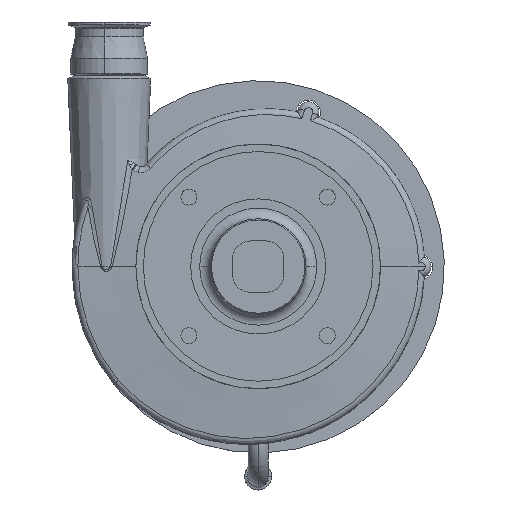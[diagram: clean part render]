
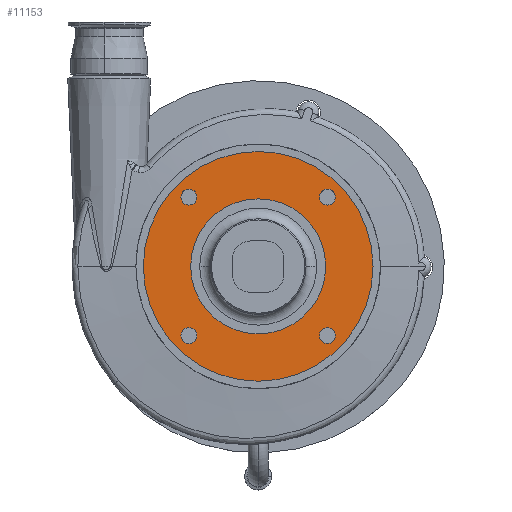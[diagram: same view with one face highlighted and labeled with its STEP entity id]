
A CAD part, top view. The second image highlights one B-rep face of the part: STEP entity #11153.
In plain terms, the highlighted planar face has unit normal (0, 0, 1).
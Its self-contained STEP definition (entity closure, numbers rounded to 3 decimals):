
#210 = VERTEX_POINT ( 'NONE', #3606 ) ;
#212 = DIRECTION ( 'NONE',  ( 0., 0., -1. ) ) ;
#475 = DIRECTION ( 'NONE',  ( 0., 0., -1. ) ) ;
#653 = EDGE_CURVE ( 'NONE', #10261, #10200, #6292, .T. ) ;
#781 = VERTEX_POINT ( 'NONE', #1937 ) ;
#1083 = CIRCLE ( 'NONE', #10944, 7.5 ) ;
#1084 = DIRECTION ( 'NONE',  ( 0., 0., -1. ) ) ;
#1141 = FACE_OUTER_BOUND ( 'NONE', #13615, .T. ) ;
#1245 = CARTESIAN_POINT ( 'NONE',  ( -65.107, -65.107, 205.5 ) ) ;
#1299 = FACE_BOUND ( 'NONE', #5752, .T. ) ;
#1333 = EDGE_CURVE ( 'NONE', #10128, #210, #11488, .T. ) ;
#1643 = ORIENTED_EDGE ( 'NONE', *, *, #15485, .T. ) ;
#1725 = EDGE_CURVE ( 'NONE', #210, #10128, #7093, .T. ) ;
#1793 = DIRECTION ( 'NONE',  ( 1., 0., 0. ) ) ;
#1881 = VERTEX_POINT ( 'NONE', #6337 ) ;
#1937 = CARTESIAN_POINT ( 'NONE',  ( -57.607, 65.107, 205.5 ) ) ;
#2195 = CARTESIAN_POINT ( 'NONE',  ( 72.607, -65.107, 205.5 ) ) ;
#2263 = CARTESIAN_POINT ( 'NONE',  ( 0., 0., 205.5 ) ) ;
#2330 = ORIENTED_EDGE ( 'NONE', *, *, #653, .T. ) ;
#2422 = AXIS2_PLACEMENT_3D ( 'NONE', #5538, #475, #15627 ) ;
#2431 = DIRECTION ( 'NONE',  ( 0., 0., -1. ) ) ;
#3014 = CARTESIAN_POINT ( 'NONE',  ( 0., 0., 205.5 ) ) ;
#3055 = CARTESIAN_POINT ( 'NONE',  ( 0., 0., 205.5 ) ) ;
#3201 = DIRECTION ( 'NONE',  ( 1., 0., 0. ) ) ;
#3590 = PLANE ( 'NONE',  #5695 ) ;
#3606 = CARTESIAN_POINT ( 'NONE',  ( 57.607, -65.107, 205.5 ) ) ;
#3641 = EDGE_CURVE ( 'NONE', #15323, #781, #7140, .T. ) ;
#3911 = AXIS2_PLACEMENT_3D ( 'NONE', #14999, #13226, #7252 ) ;
#4114 = EDGE_LOOP ( 'NONE', ( #4806, #1643 ) ) ;
#4280 = CARTESIAN_POINT ( 'NONE',  ( -108., 0., 205.5 ) ) ;
#4351 = DIRECTION ( 'NONE',  ( 0., 0., 1. ) ) ;
#4786 = DIRECTION ( 'NONE',  ( 0., 0., -1. ) ) ;
#4806 = ORIENTED_EDGE ( 'NONE', *, *, #12608, .T. ) ;
#4914 = CARTESIAN_POINT ( 'NONE',  ( 65.107, -65.107, 205.5 ) ) ;
#4970 = AXIS2_PLACEMENT_3D ( 'NONE', #1245, #1084, #6138 ) ;
#5220 = EDGE_CURVE ( 'NONE', #12272, #12024, #13027, .T. ) ;
#5488 = CIRCLE ( 'NONE', #14587, 7.5 ) ;
#5538 = CARTESIAN_POINT ( 'NONE',  ( 65.107, -65.107, 205.5 ) ) ;
#5554 = DIRECTION ( 'NONE',  ( 1., 0., 0. ) ) ;
#5580 = EDGE_LOOP ( 'NONE', ( #8496, #5642 ) ) ;
#5642 = ORIENTED_EDGE ( 'NONE', *, *, #3641, .T. ) ;
#5695 = AXIS2_PLACEMENT_3D ( 'NONE', #13522, #7332, #6112 ) ;
#5752 = EDGE_LOOP ( 'NONE', ( #6566, #8737 ) ) ;
#5963 = CIRCLE ( 'NONE', #4970, 7.5 ) ;
#6007 = DIRECTION ( 'NONE',  ( 1., 0., 0. ) ) ;
#6112 = DIRECTION ( 'NONE',  ( 1., 0., 0. ) ) ;
#6138 = DIRECTION ( 'NONE',  ( 1., 0., 0. ) ) ;
#6196 = EDGE_CURVE ( 'NONE', #10200, #10261, #1083, .T. ) ;
#6292 = CIRCLE ( 'NONE', #11740, 7.5 ) ;
#6337 = CARTESIAN_POINT ( 'NONE',  ( -63.5, 0., 205.5 ) ) ;
#6397 = CIRCLE ( 'NONE', #10790, 63.5 ) ;
#6566 = ORIENTED_EDGE ( 'NONE', *, *, #13066, .T. ) ;
#6616 = DIRECTION ( 'NONE',  ( 1., 0., 0. ) ) ;
#6929 = DIRECTION ( 'NONE',  ( 0., 0., -1. ) ) ;
#7093 = CIRCLE ( 'NONE', #2422, 7.5 ) ;
#7140 = CIRCLE ( 'NONE', #9977, 7.5 ) ;
#7217 = DIRECTION ( 'NONE',  ( 1., 0., 0. ) ) ;
#7252 = DIRECTION ( 'NONE',  ( 1., 0., 0. ) ) ;
#7332 = DIRECTION ( 'NONE',  ( 0., 0., 1. ) ) ;
#7530 = ORIENTED_EDGE ( 'NONE', *, *, #1333, .T. ) ;
#7709 = CARTESIAN_POINT ( 'NONE',  ( 108., 0., 205.5 ) ) ;
#8009 = DIRECTION ( 'NONE',  ( 1., 0., 0. ) ) ;
#8387 = ORIENTED_EDGE ( 'NONE', *, *, #1725, .T. ) ;
#8496 = ORIENTED_EDGE ( 'NONE', *, *, #10199, .T. ) ;
#8603 = EDGE_LOOP ( 'NONE', ( #2330, #11231 ) ) ;
#8737 = ORIENTED_EDGE ( 'NONE', *, *, #13299, .T. ) ;
#8899 = AXIS2_PLACEMENT_3D ( 'NONE', #4914, #14767, #9698 ) ;
#9176 = AXIS2_PLACEMENT_3D ( 'NONE', #14888, #2431, #6007 ) ;
#9698 = DIRECTION ( 'NONE',  ( 1., 0., 0. ) ) ;
#9908 = ORIENTED_EDGE ( 'NONE', *, *, #5220, .T. ) ;
#9977 = AXIS2_PLACEMENT_3D ( 'NONE', #13780, #12461, #6616 ) ;
#10127 = CARTESIAN_POINT ( 'NONE',  ( 65.107, 65.107, 205.5 ) ) ;
#10128 = VERTEX_POINT ( 'NONE', #2195 ) ;
#10199 = EDGE_CURVE ( 'NONE', #781, #15323, #14138, .T. ) ;
#10200 = VERTEX_POINT ( 'NONE', #11111 ) ;
#10261 = VERTEX_POINT ( 'NONE', #13342 ) ;
#10337 = CARTESIAN_POINT ( 'NONE',  ( -57.607, -65.107, 205.5 ) ) ;
#10490 = CARTESIAN_POINT ( 'NONE',  ( 65.107, 65.107, 205.5 ) ) ;
#10790 = AXIS2_PLACEMENT_3D ( 'NONE', #3014, #12932, #1793 ) ;
#10895 = FACE_BOUND ( 'NONE', #4114, .T. ) ;
#10909 = CIRCLE ( 'NONE', #3911, 108. ) ;
#10924 = CARTESIAN_POINT ( 'NONE',  ( 63.5, 0., 205.5 ) ) ;
#10944 = AXIS2_PLACEMENT_3D ( 'NONE', #10490, #6929, #5554 ) ;
#11111 = CARTESIAN_POINT ( 'NONE',  ( 57.607, 65.107, 205.5 ) ) ;
#11145 = EDGE_LOOP ( 'NONE', ( #7530, #8387 ) ) ;
#11153 = ADVANCED_FACE ( 'NONE', ( #13612, #1299, #1141, #14750, #11216, #10895 ), #3590, .T. ) ;
#11216 = FACE_BOUND ( 'NONE', #11145, .T. ) ;
#11231 = ORIENTED_EDGE ( 'NONE', *, *, #6196, .T. ) ;
#11488 = CIRCLE ( 'NONE', #8899, 7.5 ) ;
#11740 = AXIS2_PLACEMENT_3D ( 'NONE', #10127, #212, #15290 ) ;
#12024 = VERTEX_POINT ( 'NONE', #7709 ) ;
#12272 = VERTEX_POINT ( 'NONE', #4280 ) ;
#12403 = EDGE_CURVE ( 'NONE', #12024, #12272, #10909, .T. ) ;
#12461 = DIRECTION ( 'NONE',  ( 0., 0., -1. ) ) ;
#12608 = EDGE_CURVE ( 'NONE', #1881, #15049, #16122, .T. ) ;
#12612 = CARTESIAN_POINT ( 'NONE',  ( -72.607, 65.107, 205.5 ) ) ;
#12932 = DIRECTION ( 'NONE',  ( 0., 0., -1. ) ) ;
#13027 = CIRCLE ( 'NONE', #14075, 108. ) ;
#13042 = DIRECTION ( 'NONE',  ( 0., 0., -1. ) ) ;
#13066 = EDGE_CURVE ( 'NONE', #13305, #14695, #5963, .T. ) ;
#13091 = CARTESIAN_POINT ( 'NONE',  ( -72.607, -65.107, 205.5 ) ) ;
#13226 = DIRECTION ( 'NONE',  ( 0., 0., 1. ) ) ;
#13299 = EDGE_CURVE ( 'NONE', #14695, #13305, #5488, .T. ) ;
#13305 = VERTEX_POINT ( 'NONE', #10337 ) ;
#13342 = CARTESIAN_POINT ( 'NONE',  ( 72.607, 65.107, 205.5 ) ) ;
#13522 = CARTESIAN_POINT ( 'NONE',  ( 0., 0., 205.5 ) ) ;
#13612 = FACE_BOUND ( 'NONE', #8603, .T. ) ;
#13615 = EDGE_LOOP ( 'NONE', ( #13649, #9908 ) ) ;
#13649 = ORIENTED_EDGE ( 'NONE', *, *, #12403, .T. ) ;
#13780 = CARTESIAN_POINT ( 'NONE',  ( -65.107, 65.107, 205.5 ) ) ;
#14075 = AXIS2_PLACEMENT_3D ( 'NONE', #3055, #4351, #8009 ) ;
#14138 = CIRCLE ( 'NONE', #9176, 7.5 ) ;
#14353 = CARTESIAN_POINT ( 'NONE',  ( -65.107, -65.107, 205.5 ) ) ;
#14576 = AXIS2_PLACEMENT_3D ( 'NONE', #2263, #4786, #7217 ) ;
#14587 = AXIS2_PLACEMENT_3D ( 'NONE', #14353, #13042, #3201 ) ;
#14695 = VERTEX_POINT ( 'NONE', #13091 ) ;
#14750 = FACE_BOUND ( 'NONE', #5580, .T. ) ;
#14767 = DIRECTION ( 'NONE',  ( 0., 0., -1. ) ) ;
#14888 = CARTESIAN_POINT ( 'NONE',  ( -65.107, 65.107, 205.5 ) ) ;
#14999 = CARTESIAN_POINT ( 'NONE',  ( 0., 0., 205.5 ) ) ;
#15049 = VERTEX_POINT ( 'NONE', #10924 ) ;
#15290 = DIRECTION ( 'NONE',  ( 1., 0., 0. ) ) ;
#15323 = VERTEX_POINT ( 'NONE', #12612 ) ;
#15485 = EDGE_CURVE ( 'NONE', #15049, #1881, #6397, .T. ) ;
#15627 = DIRECTION ( 'NONE',  ( 1., 0., 0. ) ) ;
#16122 = CIRCLE ( 'NONE', #14576, 63.5 ) ;
